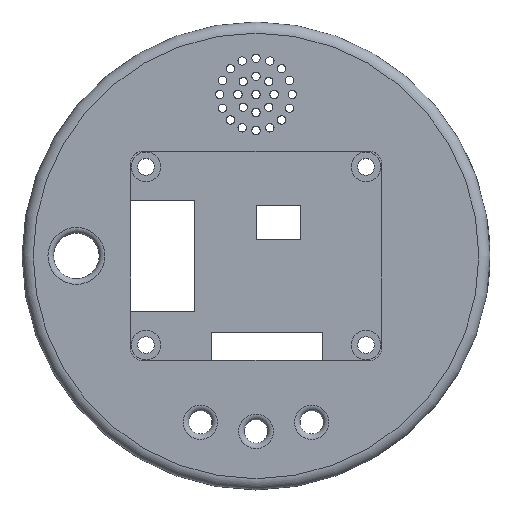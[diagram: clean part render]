
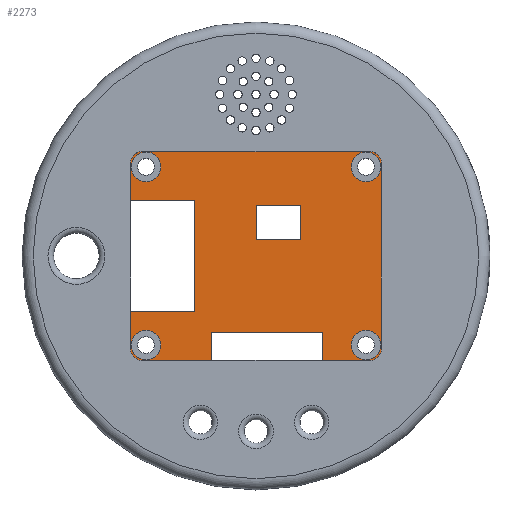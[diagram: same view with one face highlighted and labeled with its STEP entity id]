
A CAD part, top view. The second image highlights one B-rep face of the part: STEP entity #2273.
In plain terms, the highlighted planar face has unit normal (0, 0, 1).
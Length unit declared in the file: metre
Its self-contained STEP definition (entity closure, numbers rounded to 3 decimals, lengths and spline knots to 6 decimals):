
#138=CIRCLE('',#2454,0.002);
#139=CIRCLE('',#2455,0.002);
#140=CIRCLE('',#2456,0.002);
#141=CIRCLE('',#2457,0.002);
#142=CIRCLE('',#2458,0.00265);
#143=CIRCLE('',#2459,0.00265);
#144=CIRCLE('',#2460,0.00265);
#145=CIRCLE('',#2461,0.00265);
#331=ORIENTED_EDGE('',*,*,#908,.F.);
#332=ORIENTED_EDGE('',*,*,#909,.T.);
#333=ORIENTED_EDGE('',*,*,#910,.T.);
#334=ORIENTED_EDGE('',*,*,#911,.F.);
#335=ORIENTED_EDGE('',*,*,#912,.T.);
#336=ORIENTED_EDGE('',*,*,#913,.T.);
#337=ORIENTED_EDGE('',*,*,#914,.T.);
#338=ORIENTED_EDGE('',*,*,#915,.T.);
#339=ORIENTED_EDGE('',*,*,#916,.T.);
#340=ORIENTED_EDGE('',*,*,#917,.F.);
#341=ORIENTED_EDGE('',*,*,#918,.T.);
#342=ORIENTED_EDGE('',*,*,#919,.F.);
#343=ORIENTED_EDGE('',*,*,#920,.T.);
#344=ORIENTED_EDGE('',*,*,#921,.F.);
#345=ORIENTED_EDGE('',*,*,#922,.T.);
#346=ORIENTED_EDGE('',*,*,#923,.F.);
#347=ORIENTED_EDGE('',*,*,#924,.F.);
#348=ORIENTED_EDGE('',*,*,#925,.F.);
#349=ORIENTED_EDGE('',*,*,#926,.F.);
#350=ORIENTED_EDGE('',*,*,#927,.F.);
#351=ORIENTED_EDGE('',*,*,#928,.F.);
#352=ORIENTED_EDGE('',*,*,#929,.T.);
#353=ORIENTED_EDGE('',*,*,#930,.T.);
#354=ORIENTED_EDGE('',*,*,#931,.F.);
#908=EDGE_CURVE('',#1196,#1197,#1394,.T.);
#909=EDGE_CURVE('',#1196,#1198,#1395,.T.);
#910=EDGE_CURVE('',#1198,#1199,#1396,.T.);
#911=EDGE_CURVE('',#1200,#1199,#1397,.T.);
#912=EDGE_CURVE('',#1200,#1201,#138,.T.);
#913=EDGE_CURVE('',#1201,#1202,#1398,.T.);
#914=EDGE_CURVE('',#1202,#1203,#139,.T.);
#915=EDGE_CURVE('',#1203,#1204,#1399,.T.);
#916=EDGE_CURVE('',#1204,#1205,#140,.T.);
#917=EDGE_CURVE('',#1206,#1205,#1400,.T.);
#918=EDGE_CURVE('',#1206,#1207,#1401,.T.);
#919=EDGE_CURVE('',#1208,#1207,#1402,.T.);
#920=EDGE_CURVE('',#1208,#1209,#1403,.T.);
#921=EDGE_CURVE('',#1210,#1209,#1404,.T.);
#922=EDGE_CURVE('',#1210,#1211,#141,.T.);
#923=EDGE_CURVE('',#1197,#1211,#1405,.T.);
#924=EDGE_CURVE('',#1212,#1212,#142,.T.);
#925=EDGE_CURVE('',#1213,#1213,#143,.T.);
#926=EDGE_CURVE('',#1214,#1214,#144,.T.);
#927=EDGE_CURVE('',#1215,#1215,#145,.T.);
#928=EDGE_CURVE('',#1216,#1217,#1406,.T.);
#929=EDGE_CURVE('',#1216,#1218,#1407,.T.);
#930=EDGE_CURVE('',#1218,#1219,#1408,.T.);
#931=EDGE_CURVE('',#1217,#1219,#1409,.T.);
#1196=VERTEX_POINT('',#3613);
#1197=VERTEX_POINT('',#3614);
#1198=VERTEX_POINT('',#3616);
#1199=VERTEX_POINT('',#3618);
#1200=VERTEX_POINT('',#3620);
#1201=VERTEX_POINT('',#3622);
#1202=VERTEX_POINT('',#3624);
#1203=VERTEX_POINT('',#3626);
#1204=VERTEX_POINT('',#3628);
#1205=VERTEX_POINT('',#3630);
#1206=VERTEX_POINT('',#3632);
#1207=VERTEX_POINT('',#3634);
#1208=VERTEX_POINT('',#3636);
#1209=VERTEX_POINT('',#3638);
#1210=VERTEX_POINT('',#3640);
#1211=VERTEX_POINT('',#3642);
#1212=VERTEX_POINT('',#3645);
#1213=VERTEX_POINT('',#3647);
#1214=VERTEX_POINT('',#3649);
#1215=VERTEX_POINT('',#3651);
#1216=VERTEX_POINT('',#3653);
#1217=VERTEX_POINT('',#3654);
#1218=VERTEX_POINT('',#3656);
#1219=VERTEX_POINT('',#3658);
#1394=LINE('',#3612,#1521);
#1395=LINE('',#3615,#1522);
#1396=LINE('',#3617,#1523);
#1397=LINE('',#3619,#1524);
#1398=LINE('',#3623,#1525);
#1399=LINE('',#3627,#1526);
#1400=LINE('',#3631,#1527);
#1401=LINE('',#3633,#1528);
#1402=LINE('',#3635,#1529);
#1403=LINE('',#3637,#1530);
#1404=LINE('',#3639,#1531);
#1405=LINE('',#3643,#1532);
#1406=LINE('',#3652,#1533);
#1407=LINE('',#3655,#1534);
#1408=LINE('',#3657,#1535);
#1409=LINE('',#3659,#1536);
#1521=VECTOR('',#2808,1.);
#1522=VECTOR('',#2809,1.);
#1523=VECTOR('',#2810,1.);
#1524=VECTOR('',#2811,1.);
#1525=VECTOR('',#2814,1.);
#1526=VECTOR('',#2817,1.);
#1527=VECTOR('',#2820,1.);
#1528=VECTOR('',#2821,1.);
#1529=VECTOR('',#2822,1.);
#1530=VECTOR('',#2823,1.);
#1531=VECTOR('',#2824,1.);
#1532=VECTOR('',#2827,1.);
#1533=VECTOR('',#2836,1.);
#1534=VECTOR('',#2837,1.);
#1535=VECTOR('',#2838,1.);
#1536=VECTOR('',#2839,1.);
#1642=EDGE_LOOP('',(#331,#332,#333,#334,#335,#336,#337,#338,#339,#340,#341,
#342,#343,#344,#345,#346));
#1643=EDGE_LOOP('',(#347));
#1644=EDGE_LOOP('',(#348));
#1645=EDGE_LOOP('',(#349));
#1646=EDGE_LOOP('',(#350));
#1647=EDGE_LOOP('',(#351,#352,#353,#354));
#1939=FACE_BOUND('',#1642,.T.);
#1940=FACE_BOUND('',#1643,.T.);
#1941=FACE_BOUND('',#1644,.T.);
#1942=FACE_BOUND('',#1645,.T.);
#1943=FACE_BOUND('',#1646,.T.);
#1944=FACE_BOUND('',#1647,.T.);
#2214=PLANE('',#2453);
#2273=ADVANCED_FACE('',(#1939,#1940,#1941,#1942,#1943,#1944),#2214,.T.);
#2453=AXIS2_PLACEMENT_3D('',#3611,#2806,#2807);
#2454=AXIS2_PLACEMENT_3D('',#3621,#2812,#2813);
#2455=AXIS2_PLACEMENT_3D('',#3625,#2815,#2816);
#2456=AXIS2_PLACEMENT_3D('',#3629,#2818,#2819);
#2457=AXIS2_PLACEMENT_3D('',#3641,#2825,#2826);
#2458=AXIS2_PLACEMENT_3D('',#3644,#2828,#2829);
#2459=AXIS2_PLACEMENT_3D('',#3646,#2830,#2831);
#2460=AXIS2_PLACEMENT_3D('',#3648,#2832,#2833);
#2461=AXIS2_PLACEMENT_3D('',#3650,#2834,#2835);
#2806=DIRECTION('',(0.,0.,1.));
#2807=DIRECTION('',(1.,0.,0.));
#2808=DIRECTION('',(0.,-1.,0.));
#2809=DIRECTION('',(1.,0.,0.));
#2810=DIRECTION('',(0.,-1.,0.));
#2811=DIRECTION('',(-1.,0.,0.));
#2812=DIRECTION('',(0.,0.,1.));
#2813=DIRECTION('',(1.,0.,0.));
#2814=DIRECTION('',(0.,1.,0.));
#2815=DIRECTION('',(0.,0.,1.));
#2816=DIRECTION('',(1.,0.,0.));
#2817=DIRECTION('',(-1.,0.,0.));
#2818=DIRECTION('',(0.,0.,1.));
#2819=DIRECTION('',(1.,0.,0.));
#2820=DIRECTION('',(0.,1.,0.));
#2821=DIRECTION('',(1.,0.,0.));
#2822=DIRECTION('',(0.,1.,0.));
#2823=DIRECTION('',(-1.,0.,0.));
#2824=DIRECTION('',(0.,1.,0.));
#2825=DIRECTION('',(0.,0.,1.));
#2826=DIRECTION('',(1.,0.,0.));
#2827=DIRECTION('',(-1.,0.,0.));
#2828=DIRECTION('',(0.,0.,1.));
#2829=DIRECTION('',(1.,0.,0.));
#2830=DIRECTION('',(0.,0.,1.));
#2831=DIRECTION('',(1.,0.,0.));
#2832=DIRECTION('',(0.,0.,1.));
#2833=DIRECTION('',(1.,0.,0.));
#2834=DIRECTION('',(0.,0.,1.));
#2835=DIRECTION('',(1.,0.,0.));
#2836=DIRECTION('',(0.,-1.,0.));
#2837=DIRECTION('',(1.,0.,0.));
#2838=DIRECTION('',(0.,-1.,0.));
#2839=DIRECTION('',(1.,0.,0.));
#3611=CARTESIAN_POINT('',(0.,0.,0.0165));
#3612=CARTESIAN_POINT('',(-0.008,-0.01625,0.0165));
#3613=CARTESIAN_POINT('',(-0.008,-0.01375,0.0165));
#3614=CARTESIAN_POINT('',(-0.008,-0.01875,0.0165));
#3615=CARTESIAN_POINT('',(0.002,-0.01375,0.0165));
#3616=CARTESIAN_POINT('',(0.012,-0.01375,0.0165));
#3617=CARTESIAN_POINT('',(0.012,-0.01625,0.0165));
#3618=CARTESIAN_POINT('',(0.012,-0.01875,0.0165));
#3619=CARTESIAN_POINT('',(0.,-0.01875,0.0165));
#3620=CARTESIAN_POINT('',(0.0205,-0.01875,0.0165));
#3621=CARTESIAN_POINT('',(0.0205,-0.01675,0.0165));
#3622=CARTESIAN_POINT('',(0.0225,-0.01675,0.0165));
#3623=CARTESIAN_POINT('',(0.0225,0.,0.0165));
#3624=CARTESIAN_POINT('',(0.0225,0.01675,0.0165));
#3625=CARTESIAN_POINT('',(0.0205,0.01675,0.0165));
#3626=CARTESIAN_POINT('',(0.0205,0.01875,0.0165));
#3627=CARTESIAN_POINT('',(0.,0.01875,0.0165));
#3628=CARTESIAN_POINT('',(-0.0205,0.01875,0.0165));
#3629=CARTESIAN_POINT('',(-0.0205,0.01675,0.0165));
#3630=CARTESIAN_POINT('',(-0.0225,0.01675,0.0165));
#3631=CARTESIAN_POINT('',(-0.0225,0.,0.0165));
#3632=CARTESIAN_POINT('',(-0.0225,0.01,0.0165));
#3633=CARTESIAN_POINT('',(-0.0155,0.01,0.0165));
#3634=CARTESIAN_POINT('',(-0.011,0.01,0.0165));
#3635=CARTESIAN_POINT('',(-0.011,0.,0.0165));
#3636=CARTESIAN_POINT('',(-0.011,-0.01,0.0165));
#3637=CARTESIAN_POINT('',(-0.0155,-0.01,0.0165));
#3638=CARTESIAN_POINT('',(-0.0225,-0.01,0.0165));
#3639=CARTESIAN_POINT('',(-0.0225,0.,0.0165));
#3640=CARTESIAN_POINT('',(-0.0225,-0.01675,0.0165));
#3641=CARTESIAN_POINT('',(-0.0205,-0.01675,0.0165));
#3642=CARTESIAN_POINT('',(-0.0205,-0.01875,0.0165));
#3643=CARTESIAN_POINT('',(0.,-0.01875,0.0165));
#3644=CARTESIAN_POINT('',(0.01975,0.016,0.0165));
#3645=CARTESIAN_POINT('',(0.0224,0.016,0.0165));
#3646=CARTESIAN_POINT('',(-0.01975,0.016,0.0165));
#3647=CARTESIAN_POINT('',(-0.0171,0.016,0.0165));
#3648=CARTESIAN_POINT('',(0.01975,-0.016,0.0165));
#3649=CARTESIAN_POINT('',(0.0224,-0.016,0.0165));
#3650=CARTESIAN_POINT('',(-0.01975,-0.016,0.0165));
#3651=CARTESIAN_POINT('',(-0.0171,-0.016,0.0165));
#3652=CARTESIAN_POINT('',(0.,0.006,0.0165));
#3653=CARTESIAN_POINT('',(0.,0.009,0.0165));
#3654=CARTESIAN_POINT('',(0.,0.003,0.0165));
#3655=CARTESIAN_POINT('',(0.004,0.009,0.0165));
#3656=CARTESIAN_POINT('',(0.008,0.009,0.0165));
#3657=CARTESIAN_POINT('',(0.008,0.006,0.0165));
#3658=CARTESIAN_POINT('',(0.008,0.003,0.0165));
#3659=CARTESIAN_POINT('',(0.004,0.003,0.0165));
